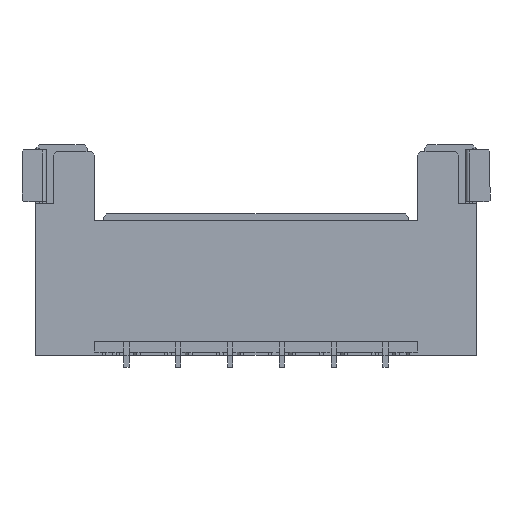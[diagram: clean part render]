
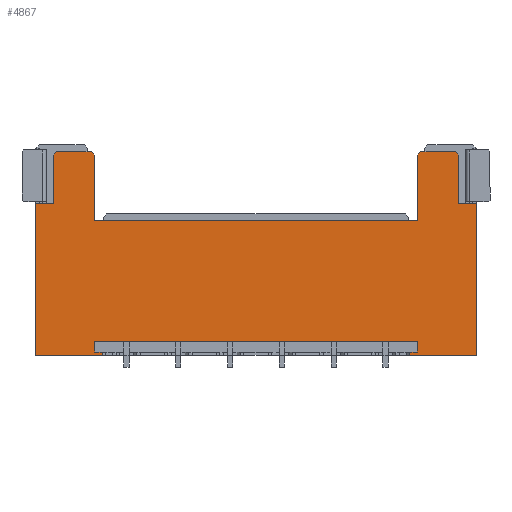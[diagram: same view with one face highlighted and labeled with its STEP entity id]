
A CAD part, front view. The second image highlights one B-rep face of the part: STEP entity #4867.
In plain terms, the highlighted planar face has unit normal (0, -1, 0).
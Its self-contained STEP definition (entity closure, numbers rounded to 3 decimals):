
#238=FACE_OUTER_BOUND('',#489,.T.);
#489=EDGE_LOOP('',(#4000,#4001,#4002,#4003,#4004,#4005,#4006,#4007,#4008,
#4009,#4010,#4011,#4012,#4013,#4014,#4015,#4016,#4017,#4018,#4019,#4020,
#4021,#4022,#4023));
#785=LINE('',#6865,#1446);
#799=LINE('',#6894,#1460);
#810=LINE('',#6916,#1471);
#1001=LINE('',#7299,#1662);
#1054=LINE('',#7404,#1715);
#1055=LINE('',#7406,#1716);
#1058=LINE('',#7411,#1719);
#1060=LINE('',#7415,#1721);
#1061=LINE('',#7416,#1722);
#1062=LINE('',#7418,#1723);
#1063=LINE('',#7420,#1724);
#1064=LINE('',#7422,#1725);
#1065=LINE('',#7424,#1726);
#1066=LINE('',#7426,#1727);
#1067=LINE('',#7428,#1728);
#1068=LINE('',#7430,#1729);
#1069=LINE('',#7432,#1730);
#1070=LINE('',#7434,#1731);
#1071=LINE('',#7436,#1732);
#1072=LINE('',#7438,#1733);
#1073=LINE('',#7439,#1734);
#1074=LINE('',#7441,#1735);
#1075=LINE('',#7443,#1736);
#1076=LINE('',#7444,#1737);
#1446=VECTOR('',#5622,10.);
#1460=VECTOR('',#5648,10.);
#1471=VECTOR('',#5663,10.);
#1662=VECTOR('',#5982,10.);
#1715=VECTOR('',#6069,10.);
#1716=VECTOR('',#6070,10.);
#1719=VECTOR('',#6075,10.);
#1721=VECTOR('',#6079,10.);
#1722=VECTOR('',#6080,10.);
#1723=VECTOR('',#6083,10.);
#1724=VECTOR('',#6084,10.);
#1725=VECTOR('',#6085,10.);
#1726=VECTOR('',#6086,10.);
#1727=VECTOR('',#6087,10.);
#1728=VECTOR('',#6088,10.);
#1729=VECTOR('',#6089,10.);
#1730=VECTOR('',#6090,10.);
#1731=VECTOR('',#6091,10.);
#1732=VECTOR('',#6092,10.);
#1733=VECTOR('',#6093,10.);
#1734=VECTOR('',#6094,10.);
#1735=VECTOR('',#6095,10.);
#1736=VECTOR('',#6096,10.);
#1737=VECTOR('',#6097,10.);
#2027=VERTEX_POINT('',#6854);
#2031=VERTEX_POINT('',#6863);
#2039=VERTEX_POINT('',#6891);
#2040=VERTEX_POINT('',#6893);
#2047=VERTEX_POINT('',#6910);
#2049=VERTEX_POINT('',#6914);
#2176=VERTEX_POINT('',#7296);
#2177=VERTEX_POINT('',#7298);
#2212=VERTEX_POINT('',#7402);
#2213=VERTEX_POINT('',#7405);
#2214=VERTEX_POINT('',#7409);
#2215=VERTEX_POINT('',#7413);
#2216=VERTEX_POINT('',#7419);
#2217=VERTEX_POINT('',#7421);
#2218=VERTEX_POINT('',#7423);
#2219=VERTEX_POINT('',#7425);
#2220=VERTEX_POINT('',#7427);
#2221=VERTEX_POINT('',#7429);
#2222=VERTEX_POINT('',#7431);
#2223=VERTEX_POINT('',#7433);
#2224=VERTEX_POINT('',#7435);
#2225=VERTEX_POINT('',#7437);
#2226=VERTEX_POINT('',#7440);
#2227=VERTEX_POINT('',#7442);
#2559=EDGE_CURVE('',#2027,#2031,#785,.T.);
#2573=EDGE_CURVE('',#2039,#2040,#799,.T.);
#2584=EDGE_CURVE('',#2047,#2049,#810,.T.);
#2775=EDGE_CURVE('',#2176,#2177,#1001,.T.);
#2828=EDGE_CURVE('',#2212,#2049,#1054,.T.);
#2829=EDGE_CURVE('',#2177,#2213,#1055,.T.);
#2832=EDGE_CURVE('',#2214,#2039,#1058,.T.);
#2834=EDGE_CURVE('',#2215,#2176,#1060,.T.);
#2835=EDGE_CURVE('',#2214,#2047,#1061,.T.);
#2836=EDGE_CURVE('',#2027,#2215,#1062,.T.);
#2837=EDGE_CURVE('',#2031,#2216,#1063,.T.);
#2838=EDGE_CURVE('',#2216,#2217,#1064,.T.);
#2839=EDGE_CURVE('',#2217,#2218,#1065,.T.);
#2840=EDGE_CURVE('',#2218,#2219,#1066,.T.);
#2841=EDGE_CURVE('',#2219,#2220,#1067,.T.);
#2842=EDGE_CURVE('',#2220,#2221,#1068,.T.);
#2843=EDGE_CURVE('',#2221,#2222,#1069,.T.);
#2844=EDGE_CURVE('',#2222,#2223,#1070,.T.);
#2845=EDGE_CURVE('',#2223,#2224,#1071,.T.);
#2846=EDGE_CURVE('',#2224,#2225,#1072,.T.);
#2847=EDGE_CURVE('',#2225,#2040,#1073,.T.);
#2848=EDGE_CURVE('',#2212,#2226,#1074,.T.);
#2849=EDGE_CURVE('',#2226,#2227,#1075,.T.);
#2850=EDGE_CURVE('',#2227,#2213,#1076,.T.);
#4000=ORIENTED_EDGE('',*,*,#2829,.F.);
#4001=ORIENTED_EDGE('',*,*,#2775,.F.);
#4002=ORIENTED_EDGE('',*,*,#2834,.F.);
#4003=ORIENTED_EDGE('',*,*,#2836,.F.);
#4004=ORIENTED_EDGE('',*,*,#2559,.T.);
#4005=ORIENTED_EDGE('',*,*,#2837,.T.);
#4006=ORIENTED_EDGE('',*,*,#2838,.T.);
#4007=ORIENTED_EDGE('',*,*,#2839,.T.);
#4008=ORIENTED_EDGE('',*,*,#2840,.T.);
#4009=ORIENTED_EDGE('',*,*,#2841,.T.);
#4010=ORIENTED_EDGE('',*,*,#2842,.T.);
#4011=ORIENTED_EDGE('',*,*,#2843,.T.);
#4012=ORIENTED_EDGE('',*,*,#2844,.T.);
#4013=ORIENTED_EDGE('',*,*,#2845,.T.);
#4014=ORIENTED_EDGE('',*,*,#2846,.T.);
#4015=ORIENTED_EDGE('',*,*,#2847,.T.);
#4016=ORIENTED_EDGE('',*,*,#2573,.F.);
#4017=ORIENTED_EDGE('',*,*,#2832,.F.);
#4018=ORIENTED_EDGE('',*,*,#2835,.T.);
#4019=ORIENTED_EDGE('',*,*,#2584,.T.);
#4020=ORIENTED_EDGE('',*,*,#2828,.F.);
#4021=ORIENTED_EDGE('',*,*,#2848,.T.);
#4022=ORIENTED_EDGE('',*,*,#2849,.T.);
#4023=ORIENTED_EDGE('',*,*,#2850,.T.);
#4531=PLANE('',#5130);
#4867=ADVANCED_FACE('',(#238),#4531,.T.);
#5130=AXIS2_PLACEMENT_3D('',#7417,#6081,#6082);
#5622=DIRECTION('',(-1.,0.,0.));
#5648=DIRECTION('',(1.,0.,0.));
#5663=DIRECTION('',(0.,0.,1.));
#5982=DIRECTION('',(0.,0.,1.));
#6069=DIRECTION('',(1.,0.,0.));
#6070=DIRECTION('',(1.,0.,0.));
#6075=DIRECTION('',(0.,0.,1.));
#6079=DIRECTION('',(-1.,0.,0.));
#6080=DIRECTION('',(1.,0.,0.));
#6081=DIRECTION('center_axis',(0.,-1.,0.));
#6082=DIRECTION('ref_axis',(0.,0.,1.));
#6083=DIRECTION('',(0.,0.,-1.));
#6084=DIRECTION('',(0.,0.,1.));
#6085=DIRECTION('',(-0.707,0.,0.707));
#6086=DIRECTION('',(-1.,0.,0.));
#6087=DIRECTION('',(-0.707,0.,-0.707));
#6088=DIRECTION('',(0.,0.,-1.));
#6089=DIRECTION('',(-1.,0.,0.));
#6090=DIRECTION('',(0.,0.,1.));
#6091=DIRECTION('',(-0.707,0.,0.707));
#6092=DIRECTION('',(-1.,0.,0.));
#6093=DIRECTION('',(-0.707,0.,-0.707));
#6094=DIRECTION('',(0.,0.,-1.));
#6095=DIRECTION('',(0.,0.,1.));
#6096=DIRECTION('',(1.,0.,0.));
#6097=DIRECTION('',(0.,0.,-1.));
#6854=CARTESIAN_POINT('',(0.,-1.8,4.4));
#6863=CARTESIAN_POINT('',(-0.5,-1.8,4.4));
#6865=CARTESIAN_POINT('',(0.,-1.8,4.4));
#6891=CARTESIAN_POINT('',(-12.75,-1.8,4.4));
#6893=CARTESIAN_POINT('',(-12.25,-1.8,4.4));
#6894=CARTESIAN_POINT('',(-12.75,-1.8,4.4));
#6910=CARTESIAN_POINT('',(-10.825,-1.8,0.));
#6914=CARTESIAN_POINT('',(-10.825,-1.8,0.1));
#6916=CARTESIAN_POINT('',(-10.825,-1.8,0.));
#7296=CARTESIAN_POINT('',(-1.925,-1.8,0.));
#7298=CARTESIAN_POINT('',(-1.925,-1.8,0.1));
#7299=CARTESIAN_POINT('',(-1.925,-1.8,0.));
#7402=CARTESIAN_POINT('',(-11.05,-1.8,0.1));
#7404=CARTESIAN_POINT('',(-10.825,-1.8,0.1));
#7405=CARTESIAN_POINT('',(-1.7,-1.8,0.1));
#7406=CARTESIAN_POINT('',(0.,-1.8,0.1));
#7409=CARTESIAN_POINT('',(-12.75,-1.8,0.));
#7411=CARTESIAN_POINT('',(-12.75,-1.8,0.));
#7413=CARTESIAN_POINT('',(0.,-1.8,0.));
#7415=CARTESIAN_POINT('',(0.,-1.8,0.));
#7416=CARTESIAN_POINT('',(-12.75,-1.8,0.));
#7417=CARTESIAN_POINT('Origin',(0.,-1.8,0.));
#7418=CARTESIAN_POINT('',(0.,-1.8,4.4));
#7419=CARTESIAN_POINT('',(-0.5,-1.8,5.8));
#7420=CARTESIAN_POINT('',(-0.5,-1.8,4.4));
#7421=CARTESIAN_POINT('',(-0.6,-1.8,5.9));
#7422=CARTESIAN_POINT('',(-0.5,-1.8,5.8));
#7423=CARTESIAN_POINT('',(-1.6,-1.8,5.9));
#7424=CARTESIAN_POINT('',(-0.6,-1.8,5.9));
#7425=CARTESIAN_POINT('',(-1.7,-1.8,5.8));
#7426=CARTESIAN_POINT('',(-1.6,-1.8,5.9));
#7427=CARTESIAN_POINT('',(-1.7,-1.8,3.9));
#7428=CARTESIAN_POINT('',(-1.7,-1.8,5.8));
#7429=CARTESIAN_POINT('',(-11.05,-1.8,3.9));
#7430=CARTESIAN_POINT('',(-1.7,-1.8,3.9));
#7431=CARTESIAN_POINT('',(-11.05,-1.8,5.8));
#7432=CARTESIAN_POINT('',(-11.05,-1.8,3.9));
#7433=CARTESIAN_POINT('',(-11.15,-1.8,5.9));
#7434=CARTESIAN_POINT('',(-11.05,-1.8,5.8));
#7435=CARTESIAN_POINT('',(-12.15,-1.8,5.9));
#7436=CARTESIAN_POINT('',(-11.15,-1.8,5.9));
#7437=CARTESIAN_POINT('',(-12.25,-1.8,5.8));
#7438=CARTESIAN_POINT('',(-12.15,-1.8,5.9));
#7439=CARTESIAN_POINT('',(-12.25,-1.8,5.8));
#7440=CARTESIAN_POINT('',(-11.05,-1.8,0.4));
#7441=CARTESIAN_POINT('',(-11.05,-1.8,0.));
#7442=CARTESIAN_POINT('',(-1.7,-1.8,0.4));
#7443=CARTESIAN_POINT('',(-11.05,-1.8,0.4));
#7444=CARTESIAN_POINT('',(-1.7,-1.8,0.4));
